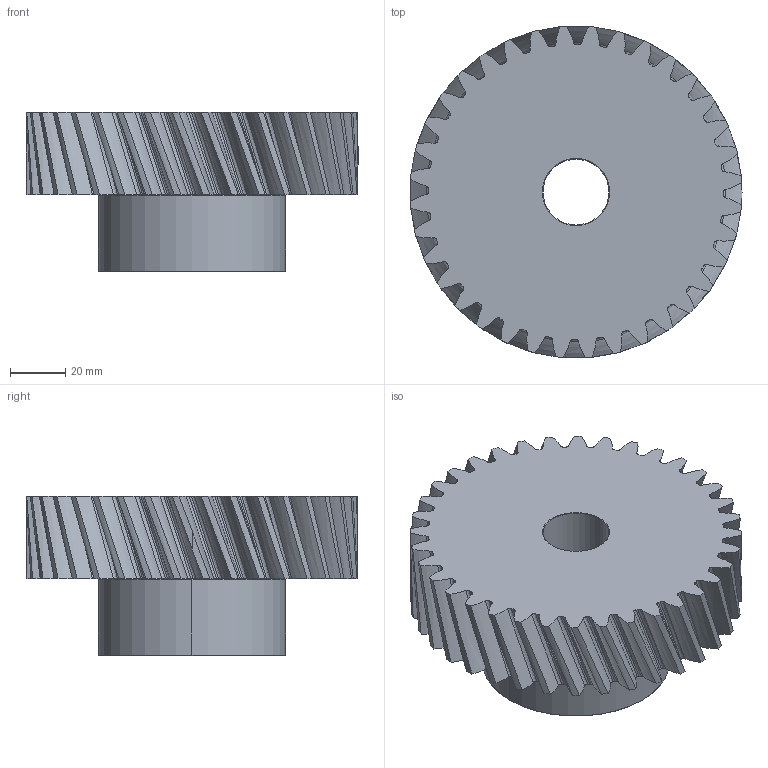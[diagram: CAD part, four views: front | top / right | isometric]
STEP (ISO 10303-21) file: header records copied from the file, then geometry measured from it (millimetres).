
FILE_DESCRIPTION(('STEP AP214'),'1');
FILE_NAME('127-030-036.stp','2017-06-20T14:51:58',('TraceParts'),('TraceParts S.A.'),'Spatial InterOp 3D',' ',' ');
FILE_SCHEMA(('automotive_design'));
Length unit declared in the file: millimetre
Products named in the file (1): 127-030-036
Bounding box: 120.59 x 120.4 x 58 mm (x, y, z)
Volume: 382560.5 mm3; surface area: 51104.5 mm2
Topology: 1 solids, 1 shells, 233 faces, 682 edges, 452 vertices
Faces by surface type: bspline 180, cylinder 42, cone 6, plane 3, torus 2
Entity records: 22787 total; most frequent: CARTESIAN_POINT 16288, ORIENTED_EDGE 1364, EDGE_CURVE 682, DIRECTION 516, VERTEX_POINT 452, B_SPLINE_CURVE_WITH_KNOTS 288, AXIS2_PLACEMENT_3D 252, EDGE_LOOP 236
